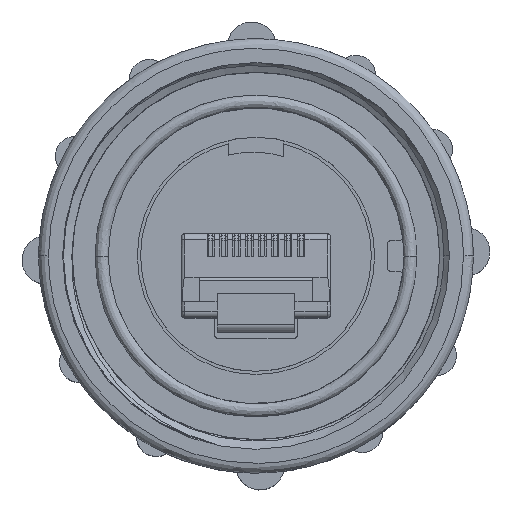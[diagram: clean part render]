
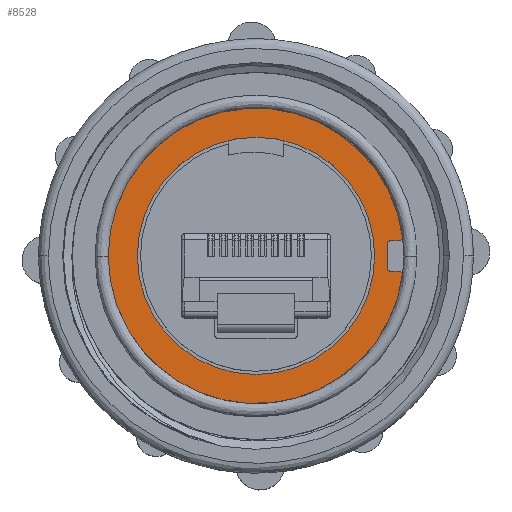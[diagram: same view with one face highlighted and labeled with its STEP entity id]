
A CAD part, top view. The second image highlights one B-rep face of the part: STEP entity #8528.
In plain terms, the highlighted planar face has unit normal (0, 0, 1).
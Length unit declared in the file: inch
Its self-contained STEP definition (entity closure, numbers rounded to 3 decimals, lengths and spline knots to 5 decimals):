
#826 = CARTESIAN_POINT ( 'NONE',  ( 0.44177, -0.0475, 0. ) ) ;
#927 = CARTESIAN_POINT ( 'NONE',  ( 0.4055, 0.0375, 0. ) ) ;
#949 = CARTESIAN_POINT ( 'NONE',  ( 0.4155, -0.0475, 0. ) ) ;
#977 = CARTESIAN_POINT ( 'NONE',  ( 0.4055, -0.0375, 0. ) ) ;
#1124 = CARTESIAN_POINT ( 'NONE',  ( 0.4155, 0.0475, 0. ) ) ;
#1224 = AXIS2_PLACEMENT_3D ( 'NONE', #2062, #2063, #2057 ) ;
#1611 = AXIS2_PLACEMENT_3D ( 'NONE', #5642, #5670, #5723 ) ;
#2057 = DIRECTION ( 'NONE',  ( 1., 0., 0. ) ) ;
#2062 = CARTESIAN_POINT ( 'NONE',  ( 0., 0., 0. ) ) ;
#2063 = DIRECTION ( 'NONE',  ( 0., 0., -1. ) ) ;
#2909 = CARTESIAN_POINT ( 'NONE',  ( 0., 0., 0. ) ) ;
#2919 = CARTESIAN_POINT ( 'NONE',  ( 0.45177, -0.0575, 0. ) ) ;
#2948 = DIRECTION ( 'NONE',  ( 1., 0., 0. ) ) ;
#2982 = CARTESIAN_POINT ( 'NONE',  ( 0., 0., 0. ) ) ;
#3004 = CARTESIAN_POINT ( 'NONE',  ( 0.4055, 0., 0. ) ) ;
#3009 = DIRECTION ( 'NONE',  ( 0., 0., 1. ) ) ;
#3018 = DIRECTION ( 'NONE',  ( 0., 0., -1. ) ) ;
#3049 = DIRECTION ( 'NONE',  ( 0., -1., 0. ) ) ;
#3059 = LINE ( 'NONE', #3004, #10249 ) ;
#3097 = CARTESIAN_POINT ( 'NONE',  ( -0.366, 0., 0. ) ) ;
#3198 = DIRECTION ( 'NONE',  ( 1., 0., 0. ) ) ;
#3299 = VERTEX_POINT ( 'NONE', #7694 ) ;
#3422 = VERTEX_POINT ( 'NONE', #7597 ) ;
#3443 = VERTEX_POINT ( 'NONE', #7584 ) ;
#3590 = VERTEX_POINT ( 'NONE', #7498 ) ;
#3742 = VERTEX_POINT ( 'NONE', #7315 ) ;
#3853 = VERTEX_POINT ( 'NONE', #7941 ) ;
#3909 = VERTEX_POINT ( 'NONE', #2919 ) ;
#4049 = VERTEX_POINT ( 'NONE', #3097 ) ;
#5182 = CARTESIAN_POINT ( 'NONE',  ( 0.45302, -0.0475, 0. ) ) ;
#5183 = DIRECTION ( 'NONE',  ( -1., 0., 0. ) ) ;
#5184 = LINE ( 'NONE', #5182, #10255 ) ;
#5642 = CARTESIAN_POINT ( 'NONE',  ( 0., 0., 0. ) ) ;
#5670 = DIRECTION ( 'NONE',  ( 0., 0., 1. ) ) ;
#5723 = DIRECTION ( 'NONE',  ( 1., 0., 0. ) ) ;
#5827 = EDGE_CURVE ( 'NONE', #3853, #4049, #8626, .T. ) ;
#5830 = EDGE_CURVE ( 'NONE', #7925, #7893, #3059, .T. ) ;
#5831 = EDGE_CURVE ( 'NONE', #3742, #3422, #8624, .T. ) ;
#5884 = EDGE_CURVE ( 'NONE', #7966, #8035, #5184, .T. ) ;
#6179 = EDGE_CURVE ( 'NONE', #3909, #3742, #9720, .T. ) ;
#6407 = EDGE_CURVE ( 'NONE', #7925, #8140, #9650, .T. ) ;
#6408 = EDGE_CURVE ( 'NONE', #3590, #3299, #9665, .T. ) ;
#6410 = EDGE_CURVE ( 'NONE', #8140, #3443, #14664, .T. ) ;
#6493 = EDGE_CURVE ( 'NONE', #3299, #3443, #9641, .T. ) ;
#6525 = EDGE_CURVE ( 'NONE', #7966, #3909, #9824, .T. ) ;
#6530 = EDGE_CURVE ( 'NONE', #8035, #7893, #9671, .T. ) ;
#6846 = EDGE_CURVE ( 'NONE', #3422, #3590, #9474, .T. ) ;
#7118 = EDGE_CURVE ( 'NONE', #4049, #3853, #8991, .T. ) ;
#7315 = CARTESIAN_POINT ( 'NONE',  ( 0.45169, -0.05879, 0. ) ) ;
#7498 = CARTESIAN_POINT ( 'NONE',  ( 0.45169, 0.05879, 0. ) ) ;
#7584 = CARTESIAN_POINT ( 'NONE',  ( 0.44177, 0.0475, 0. ) ) ;
#7597 = CARTESIAN_POINT ( 'NONE',  ( -0.4555, 0., 0. ) ) ;
#7694 = CARTESIAN_POINT ( 'NONE',  ( 0.45177, 0.0575, 0. ) ) ;
#7893 = VERTEX_POINT ( 'NONE', #977 ) ;
#7925 = VERTEX_POINT ( 'NONE', #927 ) ;
#7941 = CARTESIAN_POINT ( 'NONE',  ( 0.366, 0., 0. ) ) ;
#7966 = VERTEX_POINT ( 'NONE', #826 ) ;
#8035 = VERTEX_POINT ( 'NONE', #949 ) ;
#8140 = VERTEX_POINT ( 'NONE', #1124 ) ;
#8528 = ADVANCED_FACE ( 'NONE', ( #11592, #11559 ), #10431, .F. ) ;
#8624 = CIRCLE ( 'NONE', #10266, 0.4555 ) ;
#8626 = CIRCLE ( 'NONE', #10363, 0.366 ) ;
#8940 = AXIS2_PLACEMENT_3D ( 'NONE', #12265, #12283, #11838 ) ;
#8991 = CIRCLE ( 'NONE', #1611, 0.366 ) ;
#9202 = AXIS2_PLACEMENT_3D ( 'NONE', #14672, #14670, #14669 ) ;
#9366 = AXIS2_PLACEMENT_3D ( 'NONE', #14095, #14197, #13980 ) ;
#9396 = AXIS2_PLACEMENT_3D ( 'NONE', #14187, #13990, #14205 ) ;
#9418 = VECTOR ( 'NONE', #14662, 39.37008 ) ;
#9435 = AXIS2_PLACEMENT_3D ( 'NONE', #14004, #14060, #13895 ) ;
#9450 = AXIS2_PLACEMENT_3D ( 'NONE', #14668, #14667, #14666 ) ;
#9474 = CIRCLE ( 'NONE', #1224, 0.4555 ) ;
#9641 = CIRCLE ( 'NONE', #9366, 0.01 ) ;
#9650 = CIRCLE ( 'NONE', #9202, 0.01 ) ;
#9665 = CIRCLE ( 'NONE', #9450, 0.01 ) ;
#9671 = CIRCLE ( 'NONE', #9396, 0.01 ) ;
#9720 = CIRCLE ( 'NONE', #8940, 0.01 ) ;
#9824 = CIRCLE ( 'NONE', #9435, 0.01 ) ;
#10249 = VECTOR ( 'NONE', #3049, 39.37008 ) ;
#10255 = VECTOR ( 'NONE', #5183, 39.37008 ) ;
#10266 = AXIS2_PLACEMENT_3D ( 'NONE', #2982, #3018, #3198 ) ;
#10363 = AXIS2_PLACEMENT_3D ( 'NONE', #2909, #3009, #2948 ) ;
#10431 = PLANE ( 'NONE',  #11650 ) ;
#10433 = CARTESIAN_POINT ( 'NONE',  ( -0.414, 0., 0. ) ) ;
#11320 = DIRECTION ( 'NONE',  ( 0., 0., -1. ) ) ;
#11393 = DIRECTION ( 'NONE',  ( -1., 0., 0. ) ) ;
#11559 = FACE_OUTER_BOUND ( 'NONE', #13039, .T. ) ;
#11592 = FACE_BOUND ( 'NONE', #13291, .T. ) ;
#11650 = AXIS2_PLACEMENT_3D ( 'NONE', #10433, #11320, #11393 ) ;
#11838 = DIRECTION ( 'NONE',  ( 1., 0., 0. ) ) ;
#12265 = CARTESIAN_POINT ( 'NONE',  ( 0.44177, -0.0575, 0. ) ) ;
#12283 = DIRECTION ( 'NONE',  ( 0., 0., -1. ) ) ;
#12408 = ORIENTED_EDGE ( 'NONE', *, *, #6493, .F. ) ;
#12409 = ORIENTED_EDGE ( 'NONE', *, *, #6846, .F. ) ;
#12412 = ORIENTED_EDGE ( 'NONE', *, *, #6525, .F. ) ;
#12423 = ORIENTED_EDGE ( 'NONE', *, *, #5830, .F. ) ;
#12424 = ORIENTED_EDGE ( 'NONE', *, *, #6530, .T. ) ;
#12432 = ORIENTED_EDGE ( 'NONE', *, *, #6408, .F. ) ;
#12435 = ORIENTED_EDGE ( 'NONE', *, *, #6410, .T. ) ;
#12443 = ORIENTED_EDGE ( 'NONE', *, *, #5884, .T. ) ;
#12444 = ORIENTED_EDGE ( 'NONE', *, *, #5827, .F. ) ;
#12445 = ORIENTED_EDGE ( 'NONE', *, *, #7118, .F. ) ;
#12452 = ORIENTED_EDGE ( 'NONE', *, *, #6179, .F. ) ;
#12462 = ORIENTED_EDGE ( 'NONE', *, *, #5831, .F. ) ;
#12463 = ORIENTED_EDGE ( 'NONE', *, *, #6407, .T. ) ;
#13039 = EDGE_LOOP ( 'NONE', ( #12462, #12452, #12412, #12443, #12424, #12423, #12463, #12435, #12408, #12432, #12409 ) ) ;
#13291 = EDGE_LOOP ( 'NONE', ( #12444, #12445 ) ) ;
#13895 = DIRECTION ( 'NONE',  ( 1., 0., 0. ) ) ;
#13980 = DIRECTION ( 'NONE',  ( 1., 0., 0. ) ) ;
#13990 = DIRECTION ( 'NONE',  ( 0., 0., -1. ) ) ;
#14004 = CARTESIAN_POINT ( 'NONE',  ( 0.44177, -0.0575, 0. ) ) ;
#14060 = DIRECTION ( 'NONE',  ( 0., 0., -1. ) ) ;
#14095 = CARTESIAN_POINT ( 'NONE',  ( 0.44177, 0.0575, 0. ) ) ;
#14187 = CARTESIAN_POINT ( 'NONE',  ( 0.4155, -0.0375, 0. ) ) ;
#14197 = DIRECTION ( 'NONE',  ( 0., 0., -1. ) ) ;
#14205 = DIRECTION ( 'NONE',  ( -1., 0., 0. ) ) ;
#14661 = CARTESIAN_POINT ( 'NONE',  ( 0.4055, 0.0475, 0. ) ) ;
#14662 = DIRECTION ( 'NONE',  ( 1., 0., 0. ) ) ;
#14664 = LINE ( 'NONE', #14661, #9418 ) ;
#14666 = DIRECTION ( 'NONE',  ( 1., 0., 0. ) ) ;
#14667 = DIRECTION ( 'NONE',  ( 0., 0., -1. ) ) ;
#14668 = CARTESIAN_POINT ( 'NONE',  ( 0.44177, 0.0575, 0. ) ) ;
#14669 = DIRECTION ( 'NONE',  ( -1., 0., 0. ) ) ;
#14670 = DIRECTION ( 'NONE',  ( 0., 0., -1. ) ) ;
#14672 = CARTESIAN_POINT ( 'NONE',  ( 0.4155, 0.0375, 0. ) ) ;
